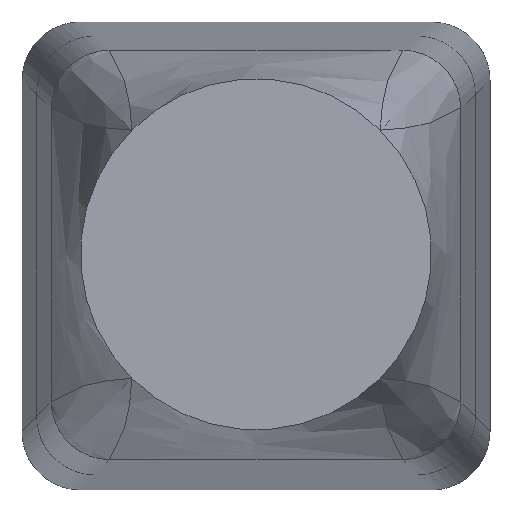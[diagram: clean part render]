
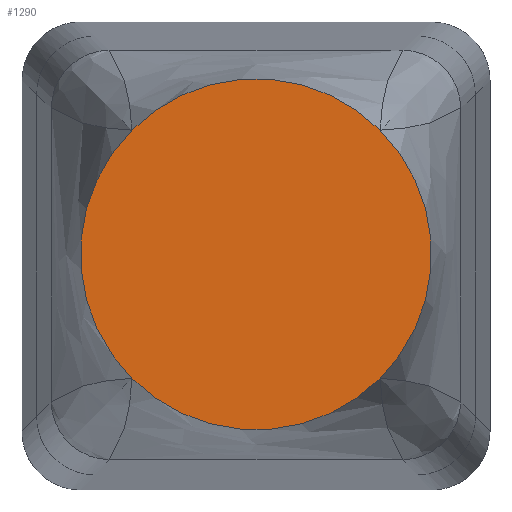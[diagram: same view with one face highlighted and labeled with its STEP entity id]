
A CAD part, top view. The second image highlights one B-rep face of the part: STEP entity #1290.
In plain terms, the highlighted planar face has unit normal (0, 0, 1).
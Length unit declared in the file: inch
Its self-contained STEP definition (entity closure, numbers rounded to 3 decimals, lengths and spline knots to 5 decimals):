
#18 = CIRCLE ( 'NONE', #767, 1.5 ) ;
#69 = DIRECTION ( 'NONE',  ( 1., 0., 0. ) ) ;
#74 = EDGE_LOOP ( 'NONE', ( #387, #564, #1211, #1326 ) ) ;
#91 = PLANE ( 'NONE',  #241 ) ;
#131 = CIRCLE ( 'NONE', #409, 1.5 ) ;
#174 = DIRECTION ( 'NONE',  ( 1., 0., 0. ) ) ;
#241 = AXIS2_PLACEMENT_3D ( 'NONE', #1127, #397, #1268 ) ;
#264 = CIRCLE ( 'NONE', #346, 1.5 ) ;
#346 = AXIS2_PLACEMENT_3D ( 'NONE', #640, #766, #1173 ) ;
#383 = VERTEX_POINT ( 'NONE', #1278 ) ;
#387 = ORIENTED_EDGE ( 'NONE', *, *, #438, .T. ) ;
#397 = DIRECTION ( 'NONE',  ( 0., 0., 1. ) ) ;
#409 = AXIS2_PLACEMENT_3D ( 'NONE', #1052, #1046, #1353 ) ;
#438 = EDGE_CURVE ( 'NONE', #700, #894, #547, .T. ) ;
#470 = CARTESIAN_POINT ( 'NONE',  ( 0., 0., 9.499 ) ) ;
#547 = CIRCLE ( 'NONE', #830, 1.5 ) ;
#564 = ORIENTED_EDGE ( 'NONE', *, *, #1149, .T. ) ;
#571 = VERTEX_POINT ( 'NONE', #866 ) ;
#640 = CARTESIAN_POINT ( 'NONE',  ( 0., 0., 9.499 ) ) ;
#700 = VERTEX_POINT ( 'NONE', #1230 ) ;
#727 = EDGE_CURVE ( 'NONE', #383, #700, #131, .T. ) ;
#766 = DIRECTION ( 'NONE',  ( 0., 0., 1. ) ) ;
#767 = AXIS2_PLACEMENT_3D ( 'NONE', #897, #1113, #174 ) ;
#816 = DIRECTION ( 'NONE',  ( 0., 0., 1. ) ) ;
#830 = AXIS2_PLACEMENT_3D ( 'NONE', #470, #816, #69 ) ;
#866 = CARTESIAN_POINT ( 'NONE',  ( 1.06066, -1.06066, 9.499 ) ) ;
#894 = VERTEX_POINT ( 'NONE', #978 ) ;
#897 = CARTESIAN_POINT ( 'NONE',  ( 0., 0., 9.499 ) ) ;
#947 = EDGE_CURVE ( 'NONE', #571, #383, #18, .T. ) ;
#978 = CARTESIAN_POINT ( 'NONE',  ( -1.06066, -1.06066, 9.499 ) ) ;
#1046 = DIRECTION ( 'NONE',  ( 0., 0., 1. ) ) ;
#1052 = CARTESIAN_POINT ( 'NONE',  ( 0., 0., 9.499 ) ) ;
#1113 = DIRECTION ( 'NONE',  ( 0., 0., 1. ) ) ;
#1127 = CARTESIAN_POINT ( 'NONE',  ( 0., 0., 9.499 ) ) ;
#1149 = EDGE_CURVE ( 'NONE', #894, #571, #264, .T. ) ;
#1173 = DIRECTION ( 'NONE',  ( 1., 0., 0. ) ) ;
#1211 = ORIENTED_EDGE ( 'NONE', *, *, #947, .T. ) ;
#1230 = CARTESIAN_POINT ( 'NONE',  ( -1.06066, 1.06066, 9.499 ) ) ;
#1268 = DIRECTION ( 'NONE',  ( 1., 0., 0. ) ) ;
#1278 = CARTESIAN_POINT ( 'NONE',  ( 1.06066, 1.06066, 9.499 ) ) ;
#1290 = ADVANCED_FACE ( 'NONE', ( #1336 ), #91, .T. ) ;
#1326 = ORIENTED_EDGE ( 'NONE', *, *, #727, .T. ) ;
#1336 = FACE_OUTER_BOUND ( 'NONE', #74, .T. ) ;
#1353 = DIRECTION ( 'NONE',  ( 1., 0., 0. ) ) ;
